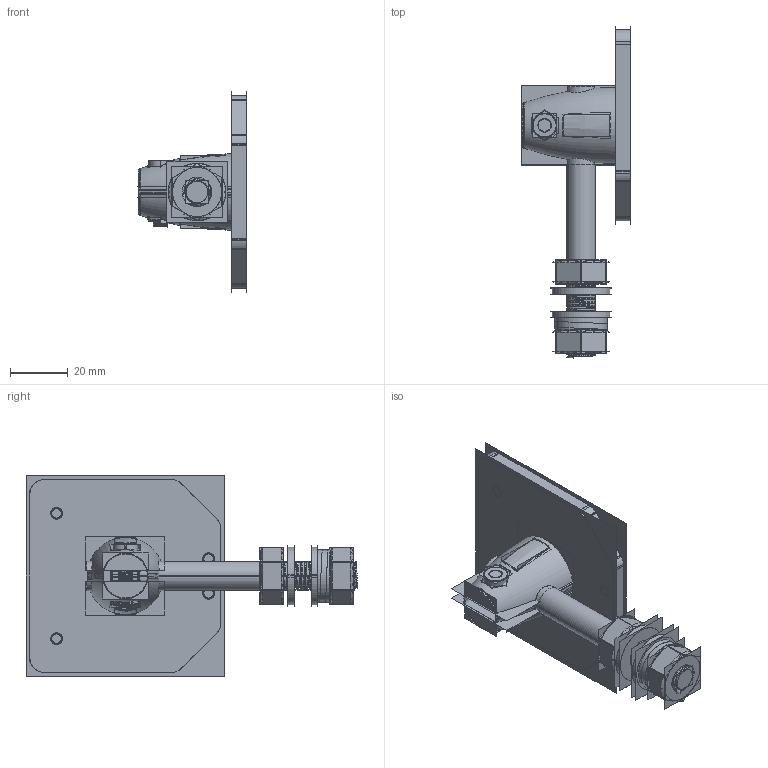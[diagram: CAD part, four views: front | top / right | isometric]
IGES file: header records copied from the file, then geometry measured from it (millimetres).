
Start section:  PTC IGES file: 193831.igs
Global section: file name: 193831.igs; native system: Creo Parametric by Parametric Technology Corporation; preprocessor: 2013230; author: PDMAdmin; organization: Unknown; date: 20160322.082721; units: millimetre
Bounding box: 37.89 x 114.71 x 69.37 mm (x, y, z)
Volume: 53753.2 mm3; surface area: 188412 mm2
Topology: 12 solids, 17 shells, 1066 faces, 7300 edges, 10528 vertices
Faces by surface type: revolution 808, bspline 258
